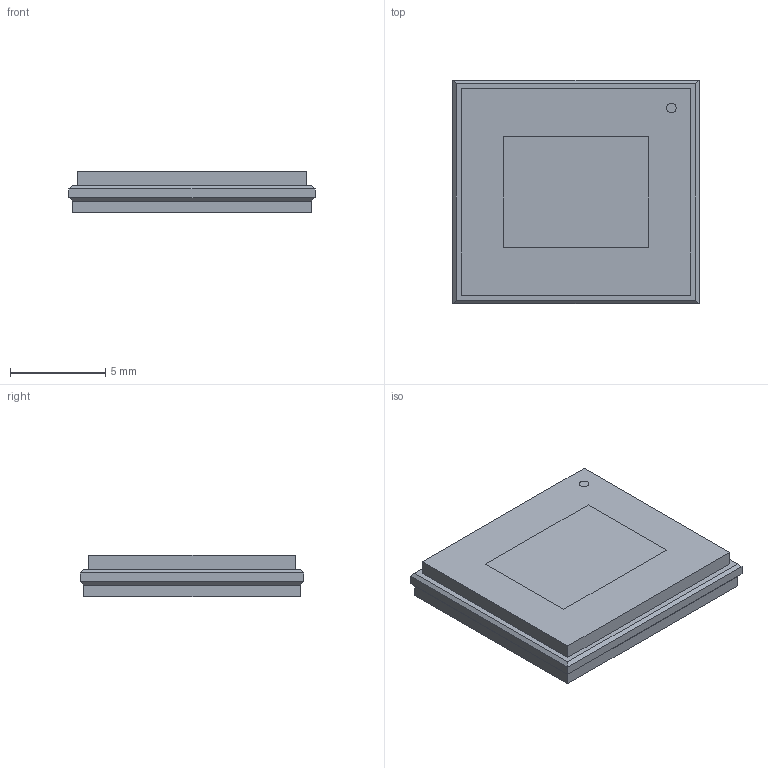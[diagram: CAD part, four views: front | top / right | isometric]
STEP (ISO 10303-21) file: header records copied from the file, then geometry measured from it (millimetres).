
FILE_DESCRIPTION((''),'2;1');
FILE_NAME('IMX122LQJ-C.stp','2015-07-16T17:50:24',(''),(''),'Mechanical Desktop 2011','Mechanical Desktop 2011',', , ');
FILE_SCHEMA(('AUTOMOTIVE_DESIGN { 1 2 10303 214 1 1 1 1 }'));
Length unit declared in the file: millimetre
Products named in the file (1): Product
Bounding box: 12.9 x 11.7 x 2.15 mm (x, y, z)
Volume: 304.2 mm3; surface area: 1090.8 mm2
Topology: 68 solids, 68 shells, 325 faces, 544 edges, 360 vertices
Faces by surface type: plane 164, cylinder 116, bspline 45
Entity records: 7652 total; most frequent: CARTESIAN_POINT 1365, DIRECTION 1338, ORIENTED_EDGE 1088, EDGE_CURVE 544, AXIS2_PLACEMENT_3D 513, VERTEX_POINT 360, EDGE_LOOP 330, FACE_OUTER_BOUND 325
